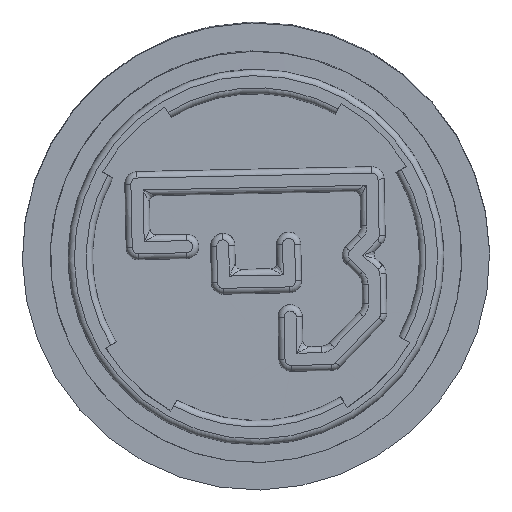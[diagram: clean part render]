
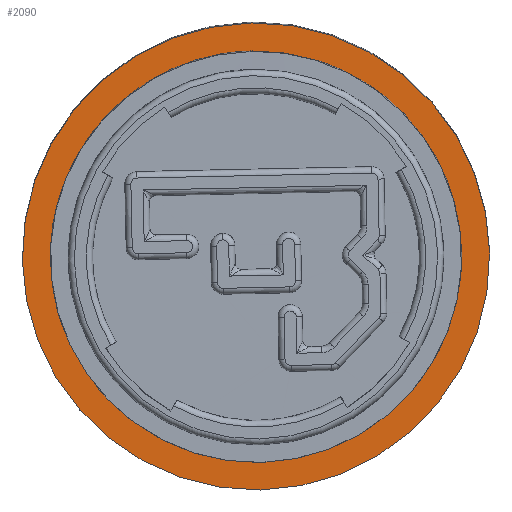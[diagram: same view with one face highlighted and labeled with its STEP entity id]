
A CAD part, top view. The second image highlights one B-rep face of the part: STEP entity #2090.
In plain terms, the highlighted face is planar.
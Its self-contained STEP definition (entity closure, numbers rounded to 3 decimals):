
#331=CIRCLE('',#2243,12.5);
#440=PLANE('',#2244);
#486=ORIENTED_EDGE('',*,*,#1136,.F.);
#487=ORIENTED_EDGE('',*,*,#1133,.F.);
#488=ORIENTED_EDGE('',*,*,#1132,.T.);
#1132=EDGE_CURVE('',#1458,#1459,#1658,.T.);
#1133=EDGE_CURVE('',#1458,#1459,#1659,.T.);
#1136=EDGE_CURVE('',#1462,#1462,#331,.T.);
#1458=VERTEX_POINT('',#3154);
#1459=VERTEX_POINT('',#3155);
#1462=VERTEX_POINT('',#3201);
#1658=B_SPLINE_CURVE_WITH_KNOTS('',3,(#3135,#3136,#3137,#3138,#3139,#3140,
#3141,#3142,#3143,#3144,#3145,#3146,#3147,#3148,#3149,#3150,#3151,#3152,
#3153),.UNSPECIFIED.,.F.,.F.,(4,1,1,1,1,1,1,1,1,1,1,1,1,1,1,1,4),(0.,0.063,
0.125,0.188,0.25,0.313,0.375,0.438,0.5,0.563,0.625,0.688,0.75,0.813,
0.875,0.938,1.),.UNSPECIFIED.);
#1659=B_SPLINE_CURVE_WITH_KNOTS('',3,(#3156,#3157,#3158,#3159),
 .UNSPECIFIED.,.F.,.F.,(4,4),(0.,1.),.UNSPECIFIED.);
#1736=EDGE_LOOP('',(#486));
#1737=EDGE_LOOP('',(#487,#488));
#1882=FACE_BOUND('',#1736,.T.);
#1883=FACE_BOUND('',#1737,.T.);
#2090=ADVANCED_FACE('',(#1882,#1883),#440,.F.);
#2243=AXIS2_PLACEMENT_3D('',#3200,#2503,#2504);
#2244=AXIS2_PLACEMENT_3D('',#3202,#2505,#2506);
#2503=DIRECTION('',(0.,0.,-1.));
#2504=DIRECTION('',(1.,0.,0.));
#2505=DIRECTION('',(0.,0.,-1.));
#2506=DIRECTION('',(-1.,0.,0.));
#3135=CARTESIAN_POINT('',(10.985,-0.572,2.));
#3136=CARTESIAN_POINT('',(10.911,-2.004,2.));
#3137=CARTESIAN_POINT('',(10.212,-4.777,2.));
#3138=CARTESIAN_POINT('',(7.657,-8.281,2.));
#3139=CARTESIAN_POINT('',(3.975,-10.553,2.));
#3140=CARTESIAN_POINT('',(-0.293,-11.273,2.));
#3141=CARTESIAN_POINT('',(-4.518,-10.332,2.));
#3142=CARTESIAN_POINT('',(-8.077,-7.87,2.));
#3143=CARTESIAN_POINT('',(-10.446,-4.248,2.));
#3144=CARTESIAN_POINT('',(-11.277,0.,2.));
#3145=CARTESIAN_POINT('',(-10.446,4.248,2.));
#3146=CARTESIAN_POINT('',(-8.077,7.87,2.));
#3147=CARTESIAN_POINT('',(-4.518,10.332,2.));
#3148=CARTESIAN_POINT('',(-0.293,11.273,2.));
#3149=CARTESIAN_POINT('',(3.975,10.553,2.));
#3150=CARTESIAN_POINT('',(7.657,8.281,2.));
#3151=CARTESIAN_POINT('',(10.212,4.776,2.));
#3152=CARTESIAN_POINT('',(10.911,2.004,2.));
#3153=CARTESIAN_POINT('',(10.985,0.572,2.));
#3154=CARTESIAN_POINT('',(10.985,-0.572,2.));
#3155=CARTESIAN_POINT('',(10.985,0.572,2.));
#3156=CARTESIAN_POINT('',(10.985,-0.572,2.));
#3157=CARTESIAN_POINT('',(11.005,-0.191,2.));
#3158=CARTESIAN_POINT('',(11.005,0.191,2.));
#3159=CARTESIAN_POINT('',(10.985,0.572,2.));
#3200=CARTESIAN_POINT('',(0.,0.,2.));
#3201=CARTESIAN_POINT('',(12.5,0.,2.));
#3202=CARTESIAN_POINT('',(0.,0.,2.));
